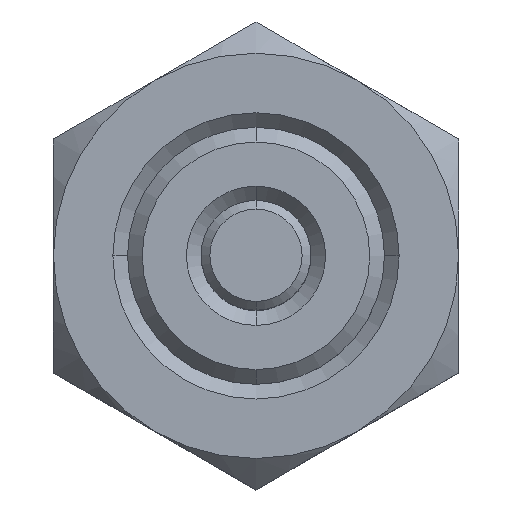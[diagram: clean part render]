
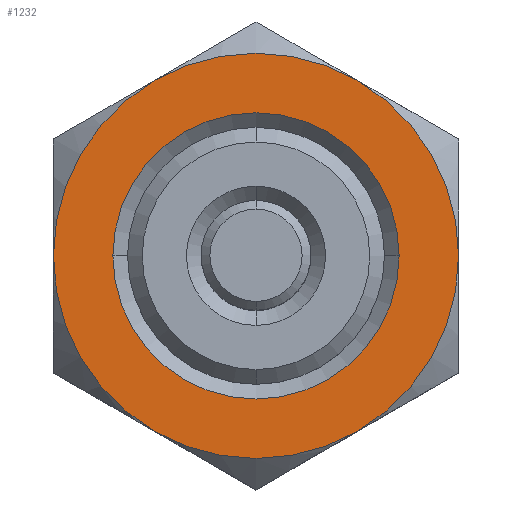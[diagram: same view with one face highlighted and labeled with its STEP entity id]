
A CAD part, top view. The second image highlights one B-rep face of the part: STEP entity #1232.
In plain terms, the highlighted planar face has unit normal (0, 0, 1).
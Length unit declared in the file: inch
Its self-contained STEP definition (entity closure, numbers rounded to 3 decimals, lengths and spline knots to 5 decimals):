
#29 = DIRECTION ( 'NONE',  ( 0., 0., -1. ) ) ;
#46 = CARTESIAN_POINT ( 'NONE',  ( -0.24375, 0., 0.125 ) ) ;
#55 = EDGE_CURVE ( 'NONE', #456, #1804, #1710, .T. ) ;
#76 = VERTEX_POINT ( 'NONE', #1222 ) ;
#79 = EDGE_CURVE ( 'NONE', #718, #76, #2818, .T. ) ;
#160 = ORIENTED_EDGE ( 'NONE', *, *, #1156, .T. ) ;
#189 = ORIENTED_EDGE ( 'NONE', *, *, #2862, .T. ) ;
#219 = DIRECTION ( 'NONE',  ( 0., 0., 1. ) ) ;
#286 = AXIS2_PLACEMENT_3D ( 'NONE', #1034, #2580, #1263 ) ;
#388 = ORIENTED_EDGE ( 'NONE', *, *, #2052, .T. ) ;
#407 = AXIS2_PLACEMENT_3D ( 'NONE', #1869, #533, #2078 ) ;
#441 = AXIS2_PLACEMENT_3D ( 'NONE', #2056, #2298, #954 ) ;
#456 = VERTEX_POINT ( 'NONE', #46 ) ;
#498 = AXIS2_PLACEMENT_3D ( 'NONE', #1210, #2768, #1435 ) ;
#516 = PLANE ( 'NONE',  #441 ) ;
#533 = DIRECTION ( 'NONE',  ( 0., 0., 1. ) ) ;
#556 = CARTESIAN_POINT ( 'NONE',  ( 0., 0., 0.125 ) ) ;
#589 = VERTEX_POINT ( 'NONE', #1283 ) ;
#669 = EDGE_CURVE ( 'NONE', #589, #1304, #1746, .T. ) ;
#718 = VERTEX_POINT ( 'NONE', #1262 ) ;
#744 = CARTESIAN_POINT ( 'NONE',  ( 0., 0., 0.125 ) ) ;
#755 = VERTEX_POINT ( 'NONE', #2535 ) ;
#758 = FACE_OUTER_BOUND ( 'NONE', #1341, .T. ) ;
#771 = DIRECTION ( 'NONE',  ( 1., 0., 0. ) ) ;
#814 = EDGE_CURVE ( 'NONE', #2444, #755, #2159, .T. ) ;
#873 = ORIENTED_EDGE ( 'NONE', *, *, #79, .T. ) ;
#874 = ORIENTED_EDGE ( 'NONE', *, *, #814, .T. ) ;
#929 = ORIENTED_EDGE ( 'NONE', *, *, #669, .T. ) ;
#954 = DIRECTION ( 'NONE',  ( 1., 0., 0. ) ) ;
#964 = AXIS2_PLACEMENT_3D ( 'NONE', #556, #2096, #771 ) ;
#970 = DIRECTION ( 'NONE',  ( 1., 0., 0. ) ) ;
#1025 = CIRCLE ( 'NONE', #2495, 0.24375 ) ;
#1026 = CARTESIAN_POINT ( 'NONE',  ( 0., 0., 0.125 ) ) ;
#1034 = CARTESIAN_POINT ( 'NONE',  ( 0., 0., 0.125 ) ) ;
#1048 = CIRCLE ( 'NONE', #2147, 0.345 ) ;
#1093 = AXIS2_PLACEMENT_3D ( 'NONE', #744, #2309, #970 ) ;
#1124 = AXIS2_PLACEMENT_3D ( 'NONE', #2214, #219, #2666 ) ;
#1127 = CIRCLE ( 'NONE', #498, 0.345 ) ;
#1156 = EDGE_CURVE ( 'NONE', #755, #718, #1048, .T. ) ;
#1210 = CARTESIAN_POINT ( 'NONE',  ( 0., 0., 0.125 ) ) ;
#1222 = CARTESIAN_POINT ( 'NONE',  ( -0.1725, 0.29878, 0.125 ) ) ;
#1224 = CARTESIAN_POINT ( 'NONE',  ( -0.1725, -0.29878, 0.125 ) ) ;
#1232 = ADVANCED_FACE ( 'NONE', ( #2526, #758 ), #516, .T. ) ;
#1257 = DIRECTION ( 'NONE',  ( 1., 0., 0. ) ) ;
#1262 = CARTESIAN_POINT ( 'NONE',  ( 0.1725, 0.29878, 0.125 ) ) ;
#1263 = DIRECTION ( 'NONE',  ( 1., 0., 0. ) ) ;
#1283 = CARTESIAN_POINT ( 'NONE',  ( -0.345, 0., 0.125 ) ) ;
#1304 = VERTEX_POINT ( 'NONE', #1224 ) ;
#1341 = EDGE_LOOP ( 'NONE', ( #874, #160, #873, #2256, #929, #388 ) ) ;
#1350 = CARTESIAN_POINT ( 'NONE',  ( 0., 0., 0.125 ) ) ;
#1435 = DIRECTION ( 'NONE',  ( 1., 0., 0. ) ) ;
#1489 = ORIENTED_EDGE ( 'NONE', *, *, #55, .T. ) ;
#1521 = CARTESIAN_POINT ( 'NONE',  ( 0.1725, -0.29878, 0.125 ) ) ;
#1584 = DIRECTION ( 'NONE',  ( 1., 0., 0. ) ) ;
#1604 = CARTESIAN_POINT ( 'NONE',  ( 0.24375, 0., 0.125 ) ) ;
#1710 = CIRCLE ( 'NONE', #964, 0.24375 ) ;
#1746 = CIRCLE ( 'NONE', #1093, 0.345 ) ;
#1756 = EDGE_LOOP ( 'NONE', ( #189, #1489 ) ) ;
#1804 = VERTEX_POINT ( 'NONE', #1604 ) ;
#1869 = CARTESIAN_POINT ( 'NONE',  ( 0., 0., 0.125 ) ) ;
#2052 = EDGE_CURVE ( 'NONE', #1304, #2444, #2058, .T. ) ;
#2056 = CARTESIAN_POINT ( 'NONE',  ( -0.345, 0.19919, 0.125 ) ) ;
#2058 = CIRCLE ( 'NONE', #407, 0.345 ) ;
#2078 = DIRECTION ( 'NONE',  ( 1., 0., 0. ) ) ;
#2096 = DIRECTION ( 'NONE',  ( 0., 0., -1. ) ) ;
#2147 = AXIS2_PLACEMENT_3D ( 'NONE', #1026, #2574, #1257 ) ;
#2159 = CIRCLE ( 'NONE', #286, 0.345 ) ;
#2214 = CARTESIAN_POINT ( 'NONE',  ( 0., 0., 0.125 ) ) ;
#2256 = ORIENTED_EDGE ( 'NONE', *, *, #2312, .T. ) ;
#2298 = DIRECTION ( 'NONE',  ( 0., 0., 1. ) ) ;
#2309 = DIRECTION ( 'NONE',  ( 0., 0., 1. ) ) ;
#2312 = EDGE_CURVE ( 'NONE', #76, #589, #1127, .T. ) ;
#2444 = VERTEX_POINT ( 'NONE', #1521 ) ;
#2495 = AXIS2_PLACEMENT_3D ( 'NONE', #1350, #29, #1584 ) ;
#2526 = FACE_BOUND ( 'NONE', #1756, .T. ) ;
#2535 = CARTESIAN_POINT ( 'NONE',  ( 0.345, 0., 0.125 ) ) ;
#2574 = DIRECTION ( 'NONE',  ( 0., 0., 1. ) ) ;
#2580 = DIRECTION ( 'NONE',  ( 0., 0., 1. ) ) ;
#2666 = DIRECTION ( 'NONE',  ( 1., 0., 0. ) ) ;
#2768 = DIRECTION ( 'NONE',  ( 0., 0., 1. ) ) ;
#2818 = CIRCLE ( 'NONE', #1124, 0.345 ) ;
#2862 = EDGE_CURVE ( 'NONE', #1804, #456, #1025, .T. ) ;
